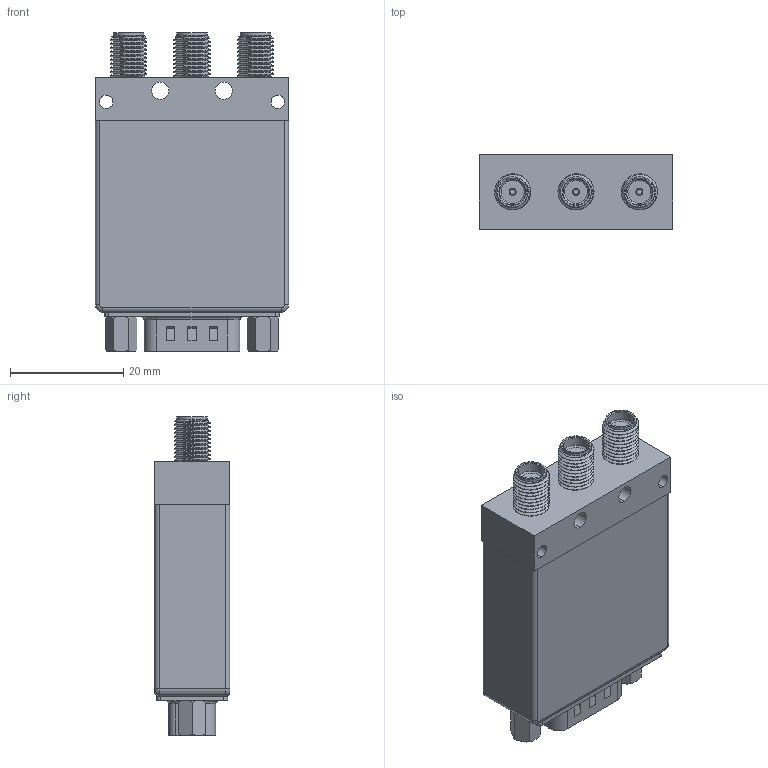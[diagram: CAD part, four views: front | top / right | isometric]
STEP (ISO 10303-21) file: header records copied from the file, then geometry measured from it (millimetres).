
FILE_DESCRIPTION (( 'STEP AP214' ), '1' );
FILE_NAME ('PE71S6347_3D.step', '2025-02-06T20:30:06', ( '' ), ( '' ), 'SwSTEP 2.0', 'SolidWorks 2022', '' );
FILE_SCHEMA (( 'AUTOMOTIVE_DESIGN' ));
Length unit declared in the file: inch
Products named in the file (1): PE71S6347_3D
Bounding box: 34.04 x 13.26 x 56.18 mm (x, y, z)
Volume: 20230.8 mm3; surface area: 11952.8 mm2
Topology: 22 solids, 23 shells, 1463 faces, 3850 edges, 2515 vertices
Faces by surface type: plane 686, cylinder 380, bspline 272, cone 57, sphere 36, torus 32
Entity records: 72180 total; most frequent: CARTESIAN_POINT 26659, ORIENTED_EDGE 7556, DIRECTION 6115, EDGE_CURVE 3778, VERTEX_POINT 2479, VECTOR 2221, LINE 2221, AXIS2_PLACEMENT_3D 1947
